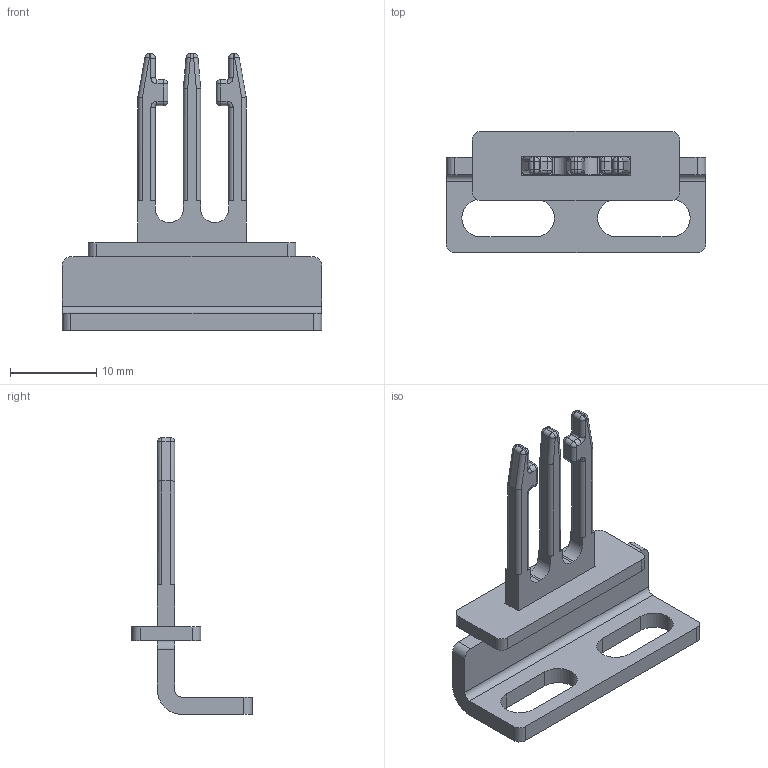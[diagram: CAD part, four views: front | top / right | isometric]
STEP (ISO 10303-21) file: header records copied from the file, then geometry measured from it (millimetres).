
FILE_DESCRIPTION (( 'STEP AP203' ), '1' );
FILE_NAME ('KEY13.step', '2021-02-10T13:10:27', ( '' ), ( '' ), 'SwSTEP 2.0', 'SolidWorks 2019', '' );
FILE_SCHEMA (( 'CONFIG_CONTROL_DESIGN' ));
Length unit declared in the file: inch
Products named in the file (1): KEY13
Bounding box: 30 x 14 x 32 mm (x, y, z)
Volume: 1422.7 mm3; surface area: 2136 mm2
Topology: 2 solids, 2 shells, 164 faces, 420 edges, 240 vertices
Faces by surface type: cylinder 78, plane 58, sphere 20, torus 8
Entity records: 4940 total; most frequent: CARTESIAN_POINT 961, DIRECTION 850, ORIENTED_EDGE 800, EDGE_CURVE 400, AXIS2_PLACEMENT_3D 305, VECTOR 240, LINE 240, VERTEX_POINT 240
